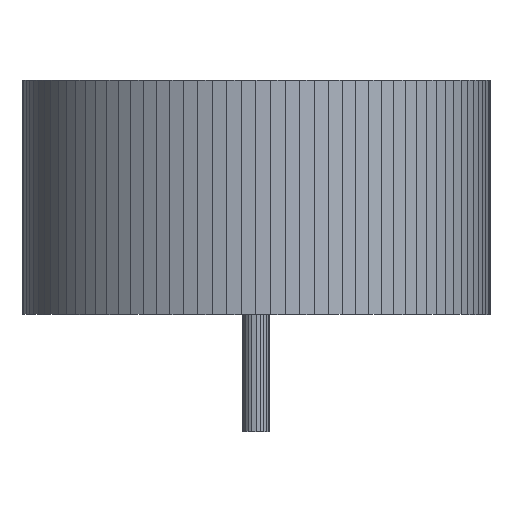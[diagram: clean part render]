
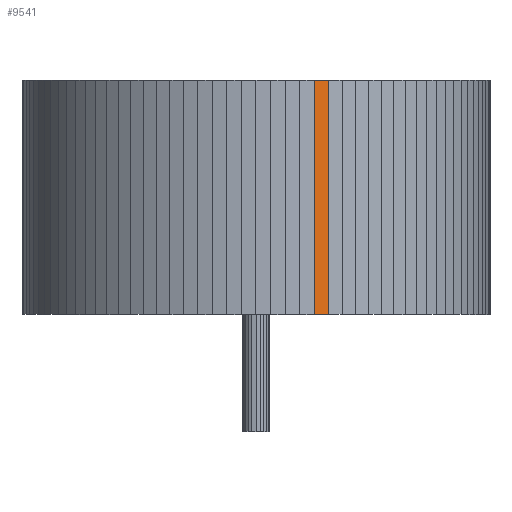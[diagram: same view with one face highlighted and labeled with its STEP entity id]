
A CAD part, left-side view. The second image highlights one B-rep face of the part: STEP entity #9541.
In plain terms, the highlighted planar face has unit normal (-0.96, -0.279, 0).
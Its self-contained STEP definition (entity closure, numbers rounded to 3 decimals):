
#848 = PLANE('',#849);
#849 = AXIS2_PLACEMENT_3D('',#850,#851,#852);
#850 = CARTESIAN_POINT('',(0.,0.,7.));
#851 = DIRECTION('',(0.,0.,1.));
#852 = DIRECTION('',(1.,0.,0.));
#3711 = VERTEX_POINT('',#3712);
#3712 = CARTESIAN_POINT('',(-6.78,-1.741,7.));
#3726 = PLANE('',#3727);
#3727 = AXIS2_PLACEMENT_3D('',#3728,#3729,#3730);
#3728 = CARTESIAN_POINT('',(-6.876,-1.312,0.));
#3729 = DIRECTION('',(0.976,0.218,0.));
#3730 = DIRECTION('',(0.218,-0.976,0.));
#3738 = EDGE_CURVE('',#3711,#3739,#3741,.T.);
#3739 = VERTEX_POINT('',#3740);
#3740 = CARTESIAN_POINT('',(-6.657,-2.163,7.));
#3741 = SURFACE_CURVE('',#3742,(#3746,#3753),.PCURVE_S1.);
#3742 = LINE('',#3743,#3744);
#3743 = CARTESIAN_POINT('',(-6.78,-1.741,7.));
#3744 = VECTOR('',#3745,1.);
#3745 = DIRECTION('',(0.279,-0.96,0.));
#3746 = PCURVE('',#848,#3747);
#3747 = DEFINITIONAL_REPRESENTATION('',(#3748),#3752);
#3748 = LINE('',#3749,#3750);
#3749 = CARTESIAN_POINT('',(-6.78,-1.741));
#3750 = VECTOR('',#3751,1.);
#3751 = DIRECTION('',(0.279,-0.96));
#3752 = ( GEOMETRIC_REPRESENTATION_CONTEXT(2) 
PARAMETRIC_REPRESENTATION_CONTEXT() REPRESENTATION_CONTEXT('2D SPACE',''
  ) );
#3753 = PCURVE('',#3754,#3759);
#3754 = PLANE('',#3755);
#3755 = AXIS2_PLACEMENT_3D('',#3756,#3757,#3758);
#3756 = CARTESIAN_POINT('',(-6.78,-1.741,0.));
#3757 = DIRECTION('',(0.96,0.279,0.));
#3758 = DIRECTION('',(0.279,-0.96,0.));
#3759 = DEFINITIONAL_REPRESENTATION('',(#3760),#3764);
#3760 = LINE('',#3761,#3762);
#3761 = CARTESIAN_POINT('',(0.,-7.));
#3762 = VECTOR('',#3763,1.);
#3763 = DIRECTION('',(1.,0.));
#3764 = ( GEOMETRIC_REPRESENTATION_CONTEXT(2) 
PARAMETRIC_REPRESENTATION_CONTEXT() REPRESENTATION_CONTEXT('2D SPACE',''
  ) );
#3782 = PLANE('',#3783);
#3783 = AXIS2_PLACEMENT_3D('',#3784,#3785,#3786);
#3784 = CARTESIAN_POINT('',(-6.657,-2.163,0.));
#3785 = DIRECTION('',(0.941,0.339,0.));
#3786 = DIRECTION('',(0.339,-0.941,0.));
#5120 = PLANE('',#5121);
#5121 = AXIS2_PLACEMENT_3D('',#5122,#5123,#5124);
#5122 = CARTESIAN_POINT('',(0.,0.,0.));
#5123 = DIRECTION('',(0.,0.,1.));
#5124 = DIRECTION('',(1.,0.,0.));
#9447 = EDGE_CURVE('',#9448,#3739,#9450,.T.);
#9448 = VERTEX_POINT('',#9449);
#9449 = CARTESIAN_POINT('',(-6.657,-2.163,0.));
#9450 = SURFACE_CURVE('',#9451,(#9455,#9462),.PCURVE_S1.);
#9451 = LINE('',#9452,#9453);
#9452 = CARTESIAN_POINT('',(-6.657,-2.163,0.));
#9453 = VECTOR('',#9454,1.);
#9454 = DIRECTION('',(0.,0.,1.));
#9455 = PCURVE('',#3782,#9456);
#9456 = DEFINITIONAL_REPRESENTATION('',(#9457),#9461);
#9457 = LINE('',#9458,#9459);
#9458 = CARTESIAN_POINT('',(0.,0.));
#9459 = VECTOR('',#9460,1.);
#9460 = DIRECTION('',(0.,-1.));
#9461 = ( GEOMETRIC_REPRESENTATION_CONTEXT(2) 
PARAMETRIC_REPRESENTATION_CONTEXT() REPRESENTATION_CONTEXT('2D SPACE',''
  ) );
#9462 = PCURVE('',#3754,#9463);
#9463 = DEFINITIONAL_REPRESENTATION('',(#9464),#9468);
#9464 = LINE('',#9465,#9466);
#9465 = CARTESIAN_POINT('',(0.44,0.));
#9466 = VECTOR('',#9467,1.);
#9467 = DIRECTION('',(0.,-1.));
#9468 = ( GEOMETRIC_REPRESENTATION_CONTEXT(2) 
PARAMETRIC_REPRESENTATION_CONTEXT() REPRESENTATION_CONTEXT('2D SPACE',''
  ) );
#9541 = ADVANCED_FACE('',(#9542),#3754,.F.);
#9542 = FACE_BOUND('',#9543,.F.);
#9543 = EDGE_LOOP('',(#9544,#9567,#9568,#9569));
#9544 = ORIENTED_EDGE('',*,*,#9545,.T.);
#9545 = EDGE_CURVE('',#9546,#3711,#9548,.T.);
#9546 = VERTEX_POINT('',#9547);
#9547 = CARTESIAN_POINT('',(-6.78,-1.741,0.));
#9548 = SURFACE_CURVE('',#9549,(#9553,#9560),.PCURVE_S1.);
#9549 = LINE('',#9550,#9551);
#9550 = CARTESIAN_POINT('',(-6.78,-1.741,0.));
#9551 = VECTOR('',#9552,1.);
#9552 = DIRECTION('',(0.,0.,1.));
#9553 = PCURVE('',#3754,#9554);
#9554 = DEFINITIONAL_REPRESENTATION('',(#9555),#9559);
#9555 = LINE('',#9556,#9557);
#9556 = CARTESIAN_POINT('',(0.,0.));
#9557 = VECTOR('',#9558,1.);
#9558 = DIRECTION('',(0.,-1.));
#9559 = ( GEOMETRIC_REPRESENTATION_CONTEXT(2) 
PARAMETRIC_REPRESENTATION_CONTEXT() REPRESENTATION_CONTEXT('2D SPACE',''
  ) );
#9560 = PCURVE('',#3726,#9561);
#9561 = DEFINITIONAL_REPRESENTATION('',(#9562),#9566);
#9562 = LINE('',#9563,#9564);
#9563 = CARTESIAN_POINT('',(0.44,0.));
#9564 = VECTOR('',#9565,1.);
#9565 = DIRECTION('',(0.,-1.));
#9566 = ( GEOMETRIC_REPRESENTATION_CONTEXT(2) 
PARAMETRIC_REPRESENTATION_CONTEXT() REPRESENTATION_CONTEXT('2D SPACE',''
  ) );
#9567 = ORIENTED_EDGE('',*,*,#3738,.T.);
#9568 = ORIENTED_EDGE('',*,*,#9447,.F.);
#9569 = ORIENTED_EDGE('',*,*,#9570,.F.);
#9570 = EDGE_CURVE('',#9546,#9448,#9571,.T.);
#9571 = SURFACE_CURVE('',#9572,(#9576,#9583),.PCURVE_S1.);
#9572 = LINE('',#9573,#9574);
#9573 = CARTESIAN_POINT('',(-6.78,-1.741,0.));
#9574 = VECTOR('',#9575,1.);
#9575 = DIRECTION('',(0.279,-0.96,0.));
#9576 = PCURVE('',#3754,#9577);
#9577 = DEFINITIONAL_REPRESENTATION('',(#9578),#9582);
#9578 = LINE('',#9579,#9580);
#9579 = CARTESIAN_POINT('',(0.,0.));
#9580 = VECTOR('',#9581,1.);
#9581 = DIRECTION('',(1.,0.));
#9582 = ( GEOMETRIC_REPRESENTATION_CONTEXT(2) 
PARAMETRIC_REPRESENTATION_CONTEXT() REPRESENTATION_CONTEXT('2D SPACE',''
  ) );
#9583 = PCURVE('',#5120,#9584);
#9584 = DEFINITIONAL_REPRESENTATION('',(#9585),#9589);
#9585 = LINE('',#9586,#9587);
#9586 = CARTESIAN_POINT('',(-6.78,-1.741));
#9587 = VECTOR('',#9588,1.);
#9588 = DIRECTION('',(0.279,-0.96));
#9589 = ( GEOMETRIC_REPRESENTATION_CONTEXT(2) 
PARAMETRIC_REPRESENTATION_CONTEXT() REPRESENTATION_CONTEXT('2D SPACE',''
  ) );
